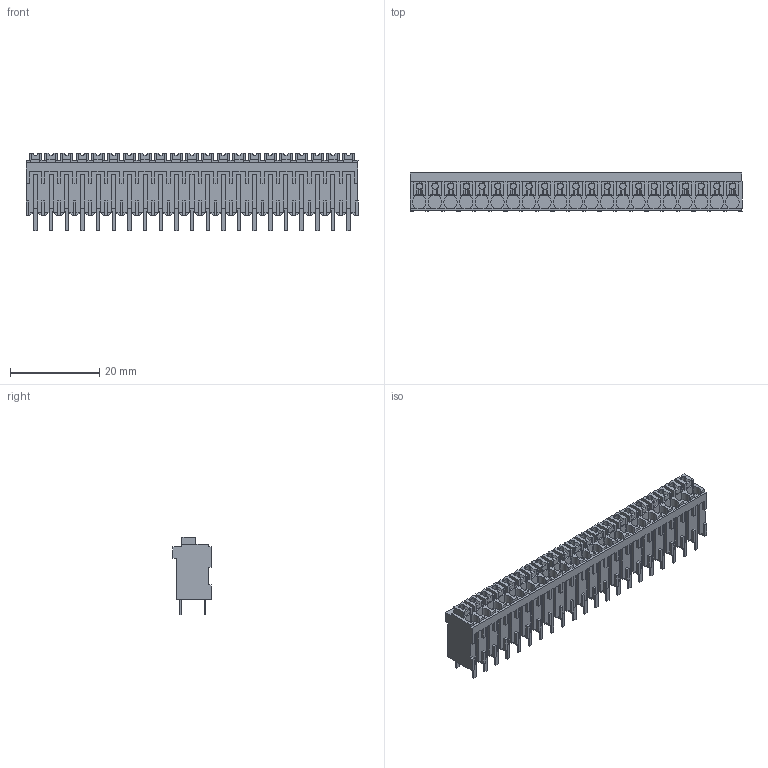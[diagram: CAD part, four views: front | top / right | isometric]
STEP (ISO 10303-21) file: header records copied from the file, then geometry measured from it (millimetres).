
FILE_DESCRIPTION(('CATIA V5 STEP Exchange','CAx-IF Rec.Pracs.--- Model Styling and Organization---1.2---2011-12-15'),'2;1');
FILE_NAME ('D1457914_0_1870600000_1870600000.stp','2018-03-20T05:48:31+00:00',('none'),('Weidmueller'),'CATIA Version 5-6 Release 2014','CATIA V5 STEP AP214','none');
FILE_SCHEMA(('AUTOMOTIVE_DESIGN { 1 0 10303 214 1 1 1 1 }'));
Length unit declared in the file: millimetre
Products named in the file (1): 1870600000
Bounding box: 74.2 x 8.5 x 17.42 mm (x, y, z)
Volume: 5848 mm3; surface area: 6657.4 mm2
Topology: 64 solids, 64 shells, 1696 faces, 4884 edges, 3295 vertices
Faces by surface type: plane 1612, cylinder 84
Entity records: 53641 total; most frequent: CARTESIAN_POINT 10626, ORIENTED_EDGE 9768, DIRECTION 6962, EDGE_CURVE 4884, VECTOR 4548, LINE 4548, VERTEX_POINT 3295, EDGE_LOOP 1717
